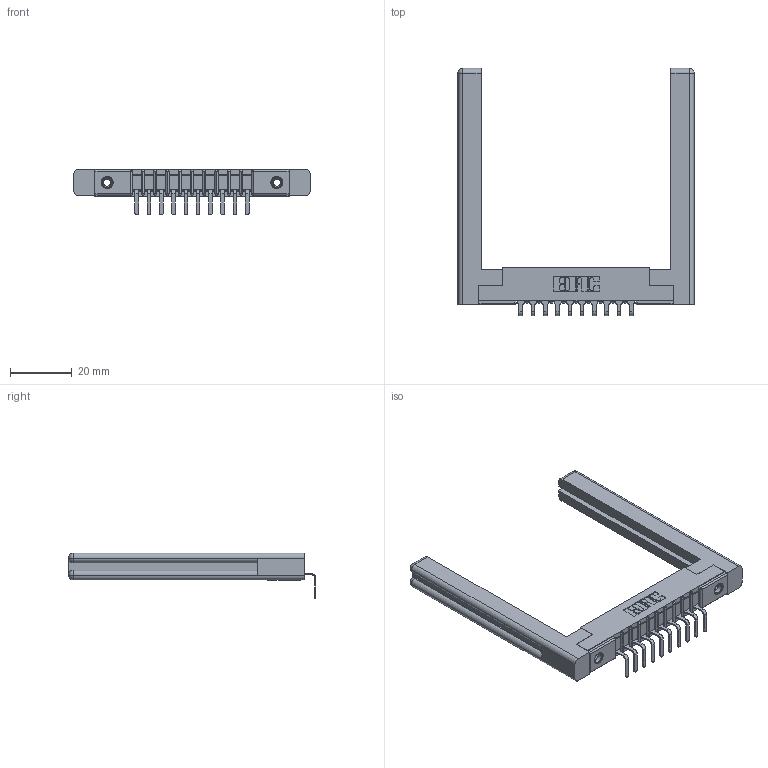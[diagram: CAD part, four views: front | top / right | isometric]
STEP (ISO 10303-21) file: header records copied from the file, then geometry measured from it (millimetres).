
FILE_DESCRIPTION (( 'STEP AP203' ), '1' );
FILE_NAME ('307-010-559-158.STEP', '2019-09-04T15:40:51', ( '' ), ( '' ), 'SwSTEP 2.0', 'SolidWorks 2016', '' );
FILE_SCHEMA (( 'CONFIG_CONTROL_DESIGN' ));
Length unit declared in the file: inch
Products named in the file (5): 307 Part_.156 Dia Mounting Holes; 345-250-001_345-250-001-102; 307-220-058; 307-010-559-158; 307-290-001_558 559 - 1 (Single)
Assembly tree (15 placements, depth 2):
  307-010-559-158
    307 Part_.156 Dia Mounting Holes
    307-290-001_558 559 - 1 (Single)  x10
    307-220-058  x2
    345-250-001_345-250-001-102  x2
Bounding box: 76.25 x 79.77 x 14.81 mm (x, y, z)
Volume: 12573.9 mm3; surface area: 12481.4 mm2
Topology: 15 solids, 15 shells, 871 faces, 2417 edges, 1554 vertices
Faces by surface type: plane 544, cylinder 281, sphere 22, torus 12, cone 12
Entity records: 15255 total; most frequent: CARTESIAN_POINT 2567, ORIENTED_EDGE 2492, DIRECTION 2476, EDGE_CURVE 1246, LINE 938, VECTOR 938, VERTEX_POINT 806, AXIS2_PLACEMENT_3D 769
